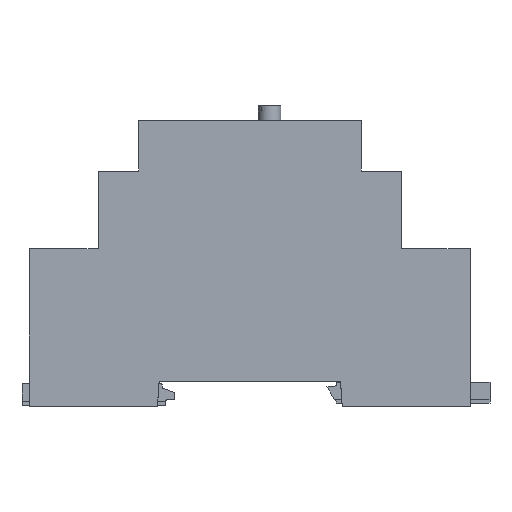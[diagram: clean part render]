
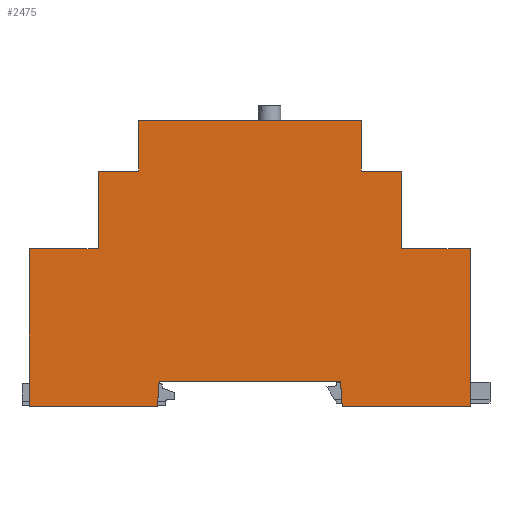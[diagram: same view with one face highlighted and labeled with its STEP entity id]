
A CAD part, left-side view. The second image highlights one B-rep face of the part: STEP entity #2475.
In plain terms, the highlighted planar face has unit normal (-1, 0, 0).
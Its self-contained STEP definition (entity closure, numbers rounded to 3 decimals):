
#2475=ADVANCED_FACE('',(#7604),#7606,.T.);
#7604=FACE_BOUND('',#7605,.T.);
#7605=EDGE_LOOP('',(#12683,#12684,#12685,#12686,#12687,#12688,#12689,#12690,#12691,
#12692,#12693,#12694,#12695,#12696,#12697,#12698));
#7606=PLANE('',#7607);
#7607=AXIS2_PLACEMENT_3D('',#7608,#7609,#7610);
#7608=CARTESIAN_POINT('',(-35.5,0.,0.));
#7609=DIRECTION('',(-1.,0.,0.));
#7610=DIRECTION('',(0.,0.,-1.));
#12683=ORIENTED_EDGE('',*,*,#16188,.T.);
#12684=ORIENTED_EDGE('',*,*,#16189,.T.);
#12685=ORIENTED_EDGE('',*,*,#16190,.T.);
#12686=ORIENTED_EDGE('',*,*,#16191,.T.);
#12687=ORIENTED_EDGE('',*,*,#16192,.T.);
#12688=ORIENTED_EDGE('',*,*,#16193,.T.);
#12689=ORIENTED_EDGE('',*,*,#16194,.T.);
#12690=ORIENTED_EDGE('',*,*,#16195,.T.);
#12691=ORIENTED_EDGE('',*,*,#16196,.T.);
#12692=ORIENTED_EDGE('',*,*,#16197,.T.);
#12693=ORIENTED_EDGE('',*,*,#16198,.T.);
#12694=ORIENTED_EDGE('',*,*,#16108,.T.);
#12695=ORIENTED_EDGE('',*,*,#16187,.T.);
#12696=ORIENTED_EDGE('',*,*,#16199,.T.);
#12697=ORIENTED_EDGE('',*,*,#16200,.T.);
#12698=ORIENTED_EDGE('',*,*,#16201,.T.);
#16108=EDGE_CURVE('',#18802,#18800,#18803,.T.);
#16187=EDGE_CURVE('',#18800,#18951,#18953,.T.);
#16188=EDGE_CURVE('',#18954,#18955,#18956,.T.);
#16189=EDGE_CURVE('',#18955,#18957,#18958,.T.);
#16190=EDGE_CURVE('',#18957,#18959,#18960,.T.);
#16191=EDGE_CURVE('',#18959,#18961,#18962,.T.);
#16192=EDGE_CURVE('',#18961,#18963,#18964,.T.);
#16193=EDGE_CURVE('',#18963,#18965,#18966,.T.);
#16194=EDGE_CURVE('',#18965,#18967,#18968,.T.);
#16195=EDGE_CURVE('',#18967,#18969,#18970,.T.);
#16196=EDGE_CURVE('',#18969,#18971,#18972,.T.);
#16197=EDGE_CURVE('',#18971,#18973,#18974,.T.);
#16198=EDGE_CURVE('',#18973,#18802,#18975,.T.);
#16199=EDGE_CURVE('',#18951,#18976,#18977,.T.);
#16200=EDGE_CURVE('',#18976,#18978,#18979,.T.);
#16201=EDGE_CURVE('',#18978,#18954,#18980,.T.);
#18800=VERTEX_POINT('',#23423);
#18802=VERTEX_POINT('',#23427);
#18803=LINE('',#23428,#23429);
#18951=VERTEX_POINT('',#23772);
#18953=LINE('',#23776,#23777);
#18954=VERTEX_POINT('',#23779);
#18955=VERTEX_POINT('',#23780);
#18956=LINE('',#23781,#23782);
#18957=VERTEX_POINT('',#23784);
#18958=LINE('',#23785,#23786);
#18959=VERTEX_POINT('',#23788);
#18960=LINE('',#23789,#23790);
#18961=VERTEX_POINT('',#23792);
#18962=LINE('',#23793,#23794);
#18963=VERTEX_POINT('',#23796);
#18964=LINE('',#23797,#23798);
#18965=VERTEX_POINT('',#23800);
#18966=LINE('',#23801,#23802);
#18967=VERTEX_POINT('',#23804);
#18968=LINE('',#23805,#23806);
#18969=VERTEX_POINT('',#23808);
#18970=LINE('',#23809,#23810);
#18971=VERTEX_POINT('',#23812);
#18972=LINE('',#23813,#23814);
#18973=VERTEX_POINT('',#23816);
#18974=LINE('',#23817,#23818);
#18975=LINE('',#23820,#23821);
#18976=VERTEX_POINT('',#23823);
#18977=LINE('',#23824,#23825);
#18978=VERTEX_POINT('',#23827);
#18979=LINE('',#23828,#23829);
#18980=LINE('',#23831,#23832);
#23423=CARTESIAN_POINT('',(-35.5,22.5,52.804));
#23427=CARTESIAN_POINT('',(-35.5,-22.5,52.804));
#23428=CARTESIAN_POINT('',(-35.5,-22.5,52.804));
#23429=VECTOR('',#23430,1.);
#23430=DIRECTION('',(0.,1.,0.));
#23772=CARTESIAN_POINT('',(-35.5,22.5,42.606));
#23776=CARTESIAN_POINT('',(-35.5,22.5,52.804));
#23777=VECTOR('',#23778,1.);
#23778=DIRECTION('',(0.,0.,-1.));
#23779=CARTESIAN_POINT('',(-35.5,44.6,26.878));
#23780=CARTESIAN_POINT('',(-35.5,44.6,-4.987));
#23781=CARTESIAN_POINT('',(-35.5,44.6,26.878));
#23782=VECTOR('',#23783,1.);
#23783=DIRECTION('',(0.,0.,-1.));
#23784=CARTESIAN_POINT('',(-35.5,18.7,-4.987));
#23785=CARTESIAN_POINT('',(-35.5,44.6,-4.987));
#23786=VECTOR('',#23787,1.);
#23787=DIRECTION('',(0.,-1.,0.));
#23788=CARTESIAN_POINT('',(-35.5,18.351,0.));
#23789=CARTESIAN_POINT('',(-35.5,18.7,-4.987));
#23790=VECTOR('',#23791,1.);
#23791=DIRECTION('',(0.,-0.07,0.998));
#23792=CARTESIAN_POINT('',(-35.5,-18.351,0.));
#23793=CARTESIAN_POINT('',(-35.5,18.351,0.));
#23794=VECTOR('',#23795,1.);
#23795=DIRECTION('',(0.,-1.,0.));
#23796=CARTESIAN_POINT('',(-35.5,-18.7,-4.987));
#23797=CARTESIAN_POINT('',(-35.5,-18.351,0.));
#23798=VECTOR('',#23799,1.);
#23799=DIRECTION('',(0.,-0.07,-0.998));
#23800=CARTESIAN_POINT('',(-35.5,-44.6,-4.987));
#23801=CARTESIAN_POINT('',(-35.5,-18.7,-4.987));
#23802=VECTOR('',#23803,1.);
#23803=DIRECTION('',(0.,-1.,0.));
#23804=CARTESIAN_POINT('',(-35.5,-44.6,26.878));
#23805=CARTESIAN_POINT('',(-35.5,-44.6,-4.987));
#23806=VECTOR('',#23807,1.);
#23807=DIRECTION('',(0.,0.,1.));
#23808=CARTESIAN_POINT('',(-35.5,-30.7,26.878));
#23809=CARTESIAN_POINT('',(-35.5,-44.6,26.878));
#23810=VECTOR('',#23811,1.);
#23811=DIRECTION('',(0.,1.,0.));
#23812=CARTESIAN_POINT('',(-35.5,-30.7,42.606));
#23813=CARTESIAN_POINT('',(-35.5,-30.7,26.878));
#23814=VECTOR('',#23815,1.);
#23815=DIRECTION('',(0.,0.,1.));
#23816=CARTESIAN_POINT('',(-35.5,-22.5,42.606));
#23817=CARTESIAN_POINT('',(-35.5,-30.7,42.606));
#23818=VECTOR('',#23819,1.);
#23819=DIRECTION('',(0.,1.,0.));
#23820=CARTESIAN_POINT('',(-35.5,-22.5,42.606));
#23821=VECTOR('',#23822,1.);
#23822=DIRECTION('',(0.,0.,1.));
#23823=CARTESIAN_POINT('',(-35.5,30.7,42.606));
#23824=CARTESIAN_POINT('',(-35.5,22.5,42.606));
#23825=VECTOR('',#23826,1.);
#23826=DIRECTION('',(0.,1.,0.));
#23827=CARTESIAN_POINT('',(-35.5,30.7,26.878));
#23828=CARTESIAN_POINT('',(-35.5,30.7,42.606));
#23829=VECTOR('',#23830,1.);
#23830=DIRECTION('',(0.,0.,-1.));
#23831=CARTESIAN_POINT('',(-35.5,30.7,26.878));
#23832=VECTOR('',#23833,1.);
#23833=DIRECTION('',(0.,1.,0.));
